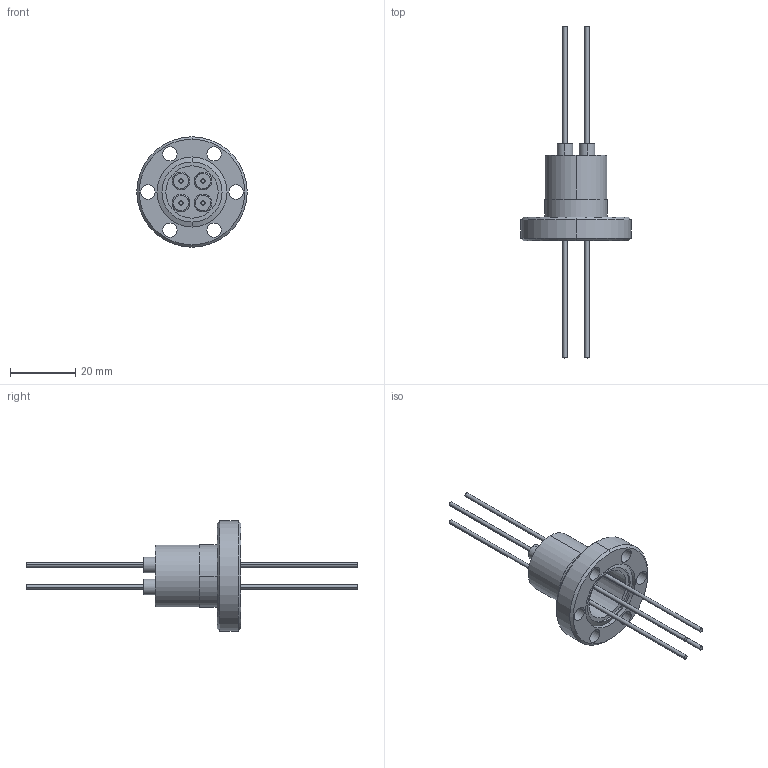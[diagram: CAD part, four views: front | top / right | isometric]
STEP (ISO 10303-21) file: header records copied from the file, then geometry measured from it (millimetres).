
FILE_DESCRIPTION (( 'STEP AP203' ), '1' );
FILE_NAME ('A0262-3-CF.STEP', '2013-05-13T12:09:12', ( '' ), ( '' ), 'SwSTEP 2.0', 'SolidWorks 2012', '' );
FILE_SCHEMA (( 'CONFIG_CONTROL_DESIGN' ));
Length unit declared in the file: inch
Products named in the file (1): A0262-3-CF
Bounding box: 33.78 x 101.6 x 33.78 mm (x, y, z)
Volume: 6950.9 mm3; surface area: 8141.9 mm2
Topology: 1 solids, 5 shells, 154 faces, 342 edges, 220 vertices
Faces by surface type: cylinder 92, plane 32, cone 22, bspline 8
Entity records: 4553 total; most frequent: CARTESIAN_POINT 861, DIRECTION 848, ORIENTED_EDGE 684, AXIS2_PLACEMENT_3D 367, EDGE_CURVE 342, CIRCLE 220, VERTEX_POINT 220, EDGE_LOOP 196
